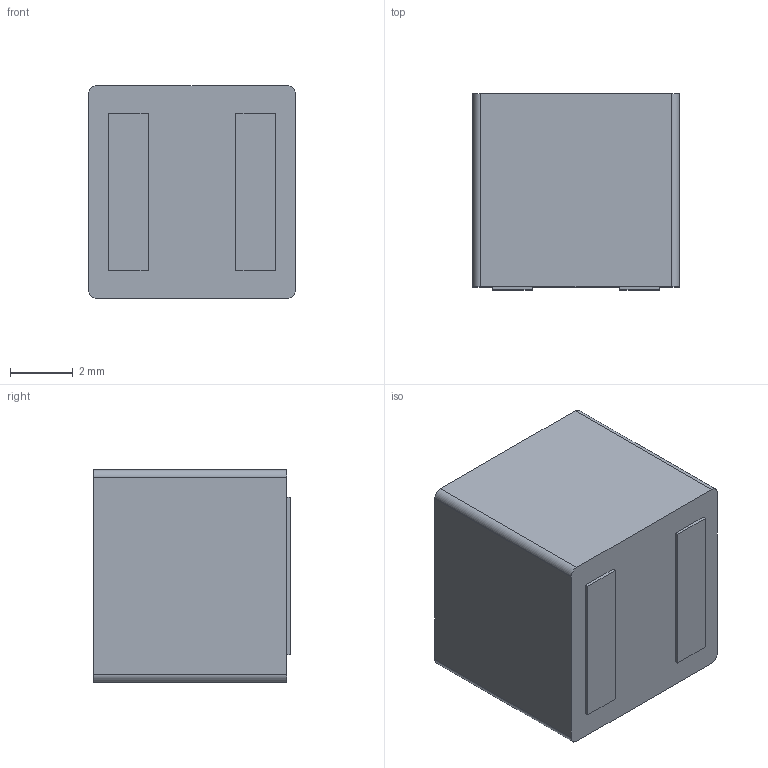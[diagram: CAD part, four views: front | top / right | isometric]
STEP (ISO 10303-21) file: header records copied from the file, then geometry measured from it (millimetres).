
FILE_DESCRIPTION (( 'STEP AP214' ), '1' );
FILE_NAME ('Coilcraft-XAL6060.STEP', '2016-07-29T05:06:29', ( 'Windows User' ), ( '' ), 'SwSTEP 2.0', 'SolidWorks 2016', '' );
FILE_SCHEMA (( 'AUTOMOTIVE_DESIGN' ));
Length unit declared in the file: millimetre
Products named in the file (1): Coilcraft-XAL6060
Bounding box: 6.56 x 6.23 x 6.76 mm (x, y, z)
Volume: 272.8 mm3; surface area: 251.8 mm2
Topology: 1 solids, 1 shells, 64 faces, 159 edges, 104 vertices
Faces by surface type: plane 42, bspline 18, cylinder 4
Entity records: 2621 total; most frequent: CARTESIAN_POINT 958, ORIENTED_EDGE 318, DIRECTION 225, EDGE_CURVE 159, LINE 115, VECTOR 115, VERTEX_POINT 104, EDGE_LOOP 71
